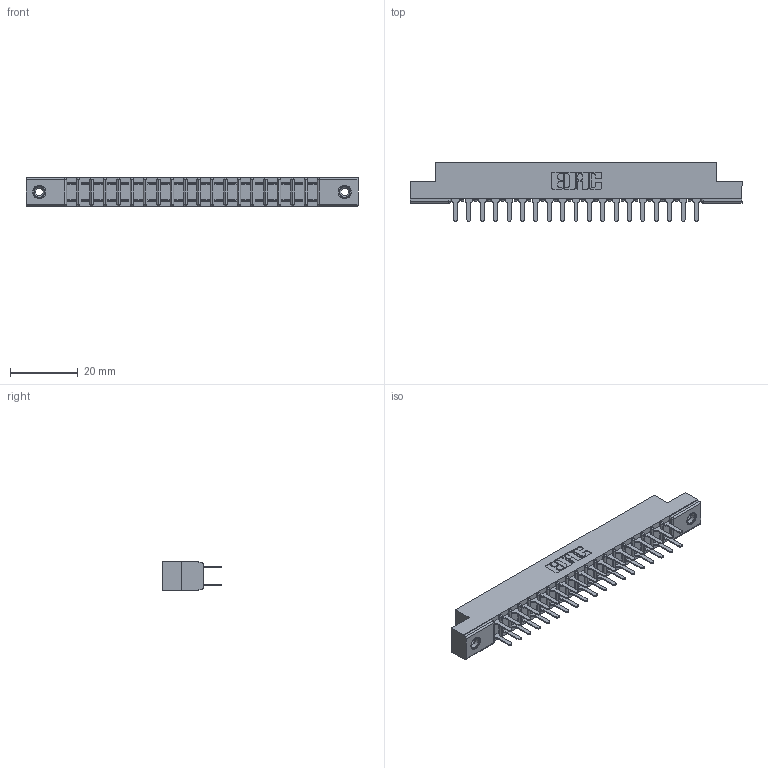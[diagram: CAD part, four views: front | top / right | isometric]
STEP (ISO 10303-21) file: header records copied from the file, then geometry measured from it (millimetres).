
FILE_DESCRIPTION (( 'STEP AP203' ), '1' );
FILE_NAME ('357-038-520-208.STEP', '2019-09-18T04:02:38', ( '' ), ( '' ), 'SwSTEP 2.0', 'SolidWorks 2016', '' );
FILE_SCHEMA (( 'CONFIG_CONTROL_DESIGN' ));
Length unit declared in the file: inch
Products named in the file (4): 345-250-001_345-250-003-102; 307 Part_.156 Dia Mounting Holes; 307-290-001_520; 357-038-520-208
Assembly tree (41 placements, depth 2):
  357-038-520-208
    307 Part_.156 Dia Mounting Holes
    307-290-001_520  x38
    345-250-001_345-250-003-102  x2
Bounding box: 98.3 x 17.42 x 8.71 mm (x, y, z)
Volume: 6451.4 mm3; surface area: 11364.3 mm2
Topology: 41 solids, 41 shells, 1946 faces, 5399 edges, 3486 vertices
Faces by surface type: plane 1280, cylinder 610, sphere 40, cone 12, torus 4
Entity records: 20885 total; most frequent: CARTESIAN_POINT 3406, ORIENTED_EDGE 3366, DIRECTION 3355, EDGE_CURVE 1683, LINE 1281, VECTOR 1281, VERTEX_POINT 1088, AXIS2_PLACEMENT_3D 1037
